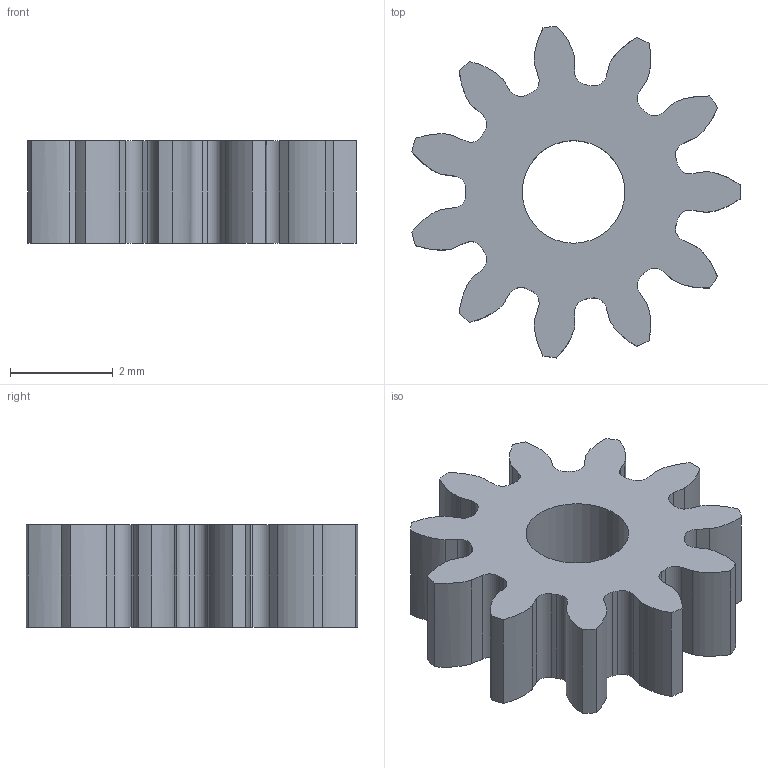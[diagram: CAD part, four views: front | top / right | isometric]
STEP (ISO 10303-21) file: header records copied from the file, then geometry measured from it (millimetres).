
FILE_DESCRIPTION(/* description */ ('Spur Gear; Module: 0.5; Num Teeth: 11; Pressure Angle: 20.0; Backlash: 0.05 mm'),/* implementation_level */ '2;1');
FILE_NAME(/* name */ 'Gear_M0.5_11T_D5.5.step',/* time_stamp */ '2024-01-06T13:18:01+09:00',/* author */ (''),/* organization */ (''),/* preprocessor_version */ 'ST-DEVELOPER v20',/* originating_system */ 'Autodesk Translation Framework v12.14.0.127',/* authorisation */ '');
FILE_SCHEMA (('AUTOMOTIVE_DESIGN { 1 0 10303 214 3 1 1 }'));
Length unit declared in the file: millimetre
Products named in the file (1): Spur Gear (11 teeth)
Bounding box: 6.4 x 6.47 x 2 mm (x, y, z)
Volume: 38.5 mm3; surface area: 119.6 mm2
Topology: 1 solids, 1 shells, 91 faces, 267 edges, 178 vertices
Faces by surface type: cylinder 45, plane 24, bspline 22
Full cylindrical faces by diameter (mm): 2 x1
Entity records: 9402 total; most frequent: CARTESIAN_POINT 7071, ORIENTED_EDGE 534, DIRECTION 453, EDGE_CURVE 267, VERTEX_POINT 178, AXIS2_PLACEMENT_3D 160, LINE 133, VECTOR 133
